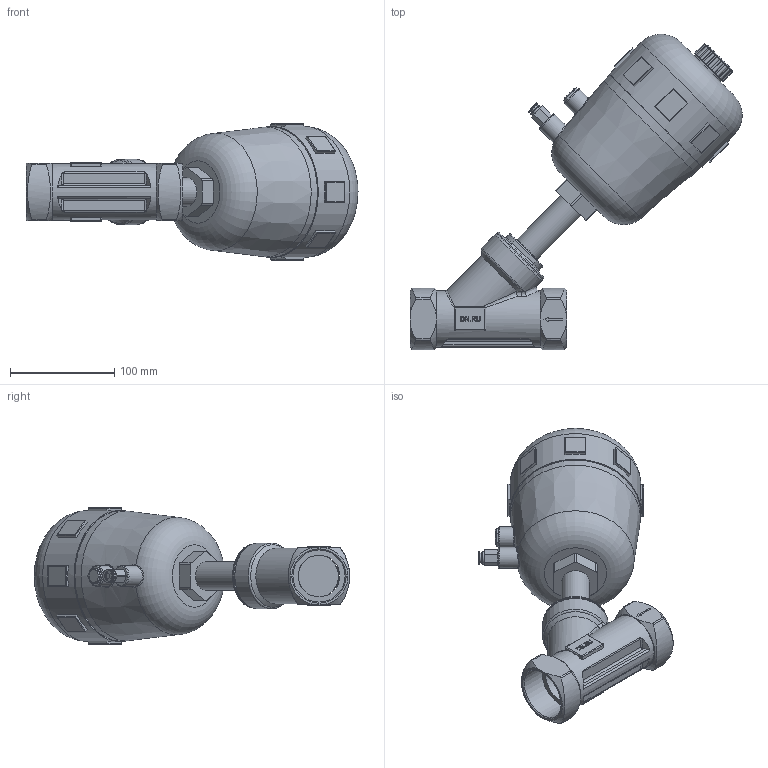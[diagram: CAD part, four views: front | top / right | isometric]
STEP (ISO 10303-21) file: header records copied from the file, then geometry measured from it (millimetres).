
FILE_DESCRIPTION(/* description */ (''),/* implementation_level */ '2;1');
FILE_NAME(/* name */ 'DN50_3D_STEP.stp',/* time_stamp */ '2024-04-17T00:43:05+03:00',/* author */ ('igorr'),/* organization */ (''),/* preprocessor_version */ 'ST-DEVELOPER v19.2',/* originating_system */ 'Autodesk Inventor 2023',/* authorisation */ '');
FILE_SCHEMA (('AUTOMOTIVE_DESIGN { 1 0 10303 214 3 1 1 }'));
Length unit declared in the file: millimetre
Products named in the file (3): Сборка; Деталь1; Деталь2
Assembly tree (2 placements, depth 2):
  Сборка
    Деталь1
    Деталь2
Bounding box: 318.15 x 302.12 x 130.5 mm (x, y, z)
Volume: 2234071.6 mm3; surface area: 187252.5 mm2
Topology: 3 solids, 4 shells, 858 faces, 2152 edges, 1342 vertices
Faces by surface type: bspline 398, plane 198, cylinder 121, torus 77, cone 56, sphere 8
Full cylindrical faces by diameter (mm): 6 x1, 8 x1, 9.071 x1, 10.388 x1, 12 x2, 17 x1, 20 x3, 27 x1, 35 x1, 40 x1, 50 x2, 54 x1, 60 x1, 62.233 x1, 63 x1, 124.354 x1, 126 x1
Entity records: 59778 total; most frequent: CARTESIAN_POINT 40680, ORIENTED_EDGE 4304, DIRECTION 2911, EDGE_CURVE 2152, VERTEX_POINT 1342, AXIS2_PLACEMENT_3D 1209, EDGE_LOOP 902, B_SPLINE_CURVE_WITH_KNOTS 899
